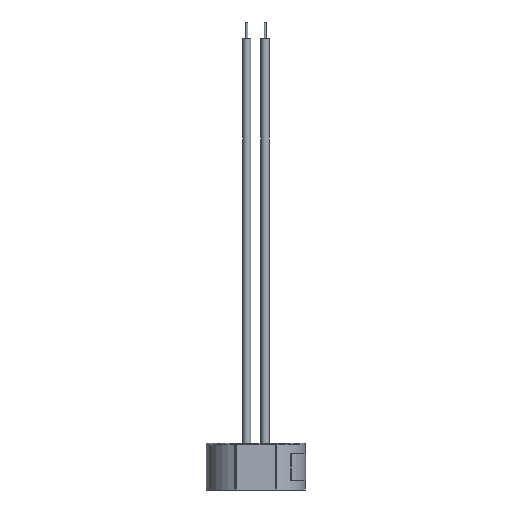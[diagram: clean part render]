
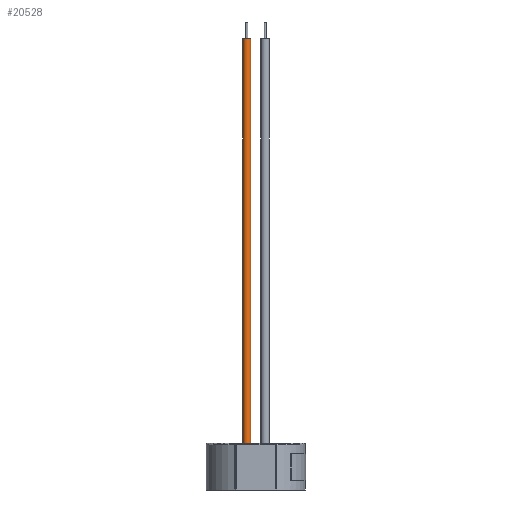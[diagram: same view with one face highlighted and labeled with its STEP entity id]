
A CAD part, front view. The second image highlights one B-rep face of the part: STEP entity #20528.
In plain terms, the highlighted cylindrical face has radius 0.991 mm (diameter 1.981 mm), a partial arc.
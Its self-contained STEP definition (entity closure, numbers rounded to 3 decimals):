
#91 = DIRECTION ( 'NONE',  ( 0., 0., -1. ) ) ;
#279 = CARTESIAN_POINT ( 'NONE',  ( -1.194, -14.677, 96. ) ) ;
#366 = CIRCLE ( 'NONE', #14268, 0.991 ) ;
#2018 = CARTESIAN_POINT ( 'NONE',  ( -3.175, -14.677, 0. ) ) ;
#3259 = CARTESIAN_POINT ( 'NONE',  ( -2.184, -14.677, 96. ) ) ;
#4158 = VECTOR ( 'NONE', #23024, 1000. ) ;
#6639 = VERTEX_POINT ( 'NONE', #13786 ) ;
#6856 = AXIS2_PLACEMENT_3D ( 'NONE', #19497, #8342, #19259 ) ;
#6868 = ORIENTED_EDGE ( 'NONE', *, *, #14537, .T. ) ;
#7003 = FACE_OUTER_BOUND ( 'NONE', #9109, .T. ) ;
#7485 = DIRECTION ( 'NONE',  ( 0., 0., 1. ) ) ;
#7807 = VERTEX_POINT ( 'NONE', #9478 ) ;
#8342 = DIRECTION ( 'NONE',  ( 0., 0., 1. ) ) ;
#9109 = EDGE_LOOP ( 'NONE', ( #12342, #11405, #20713, #6868 ) ) ;
#9478 = CARTESIAN_POINT ( 'NONE',  ( -1.194, -14.677, 96. ) ) ;
#9714 = DIRECTION ( 'NONE',  ( 1., 0., 0. ) ) ;
#9977 = EDGE_CURVE ( 'NONE', #6639, #7807, #366, .T. ) ;
#11134 = LINE ( 'NONE', #279, #4158 ) ;
#11405 = ORIENTED_EDGE ( 'NONE', *, *, #9977, .F. ) ;
#11656 = EDGE_CURVE ( 'NONE', #6639, #21286, #16746, .T. ) ;
#12188 = CARTESIAN_POINT ( 'NONE',  ( -1.194, -14.677, 0. ) ) ;
#12342 = ORIENTED_EDGE ( 'NONE', *, *, #24238, .F. ) ;
#12769 = VECTOR ( 'NONE', #91, 1000. ) ;
#13786 = CARTESIAN_POINT ( 'NONE',  ( -3.175, -14.677, 96. ) ) ;
#14268 = AXIS2_PLACEMENT_3D ( 'NONE', #15179, #7485, #9714 ) ;
#14361 = VERTEX_POINT ( 'NONE', #12188 ) ;
#14537 = EDGE_CURVE ( 'NONE', #21286, #14361, #23116, .T. ) ;
#14583 = CYLINDRICAL_SURFACE ( 'NONE', #16088, 0.991 ) ;
#14819 = DIRECTION ( 'NONE',  ( 0., 0., -1. ) ) ;
#15179 = CARTESIAN_POINT ( 'NONE',  ( -2.184, -14.677, 96. ) ) ;
#16088 = AXIS2_PLACEMENT_3D ( 'NONE', #3259, #14819, #22779 ) ;
#16746 = LINE ( 'NONE', #22475, #12769 ) ;
#19259 = DIRECTION ( 'NONE',  ( 1., 0., 0. ) ) ;
#19497 = CARTESIAN_POINT ( 'NONE',  ( -2.184, -14.677, 0. ) ) ;
#20528 = ADVANCED_FACE ( 'NONE', ( #7003 ), #14583, .T. ) ;
#20713 = ORIENTED_EDGE ( 'NONE', *, *, #11656, .T. ) ;
#21286 = VERTEX_POINT ( 'NONE', #2018 ) ;
#22475 = CARTESIAN_POINT ( 'NONE',  ( -3.175, -14.677, 96. ) ) ;
#22779 = DIRECTION ( 'NONE',  ( -1., 0., 0. ) ) ;
#23024 = DIRECTION ( 'NONE',  ( 0., 0., -1. ) ) ;
#23116 = CIRCLE ( 'NONE', #6856, 0.991 ) ;
#24238 = EDGE_CURVE ( 'NONE', #7807, #14361, #11134, .T. ) ;
